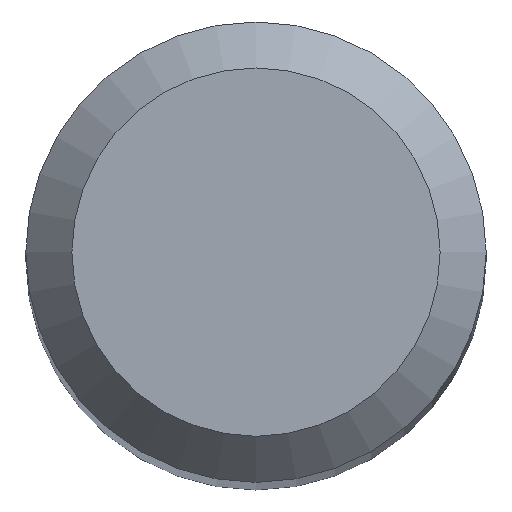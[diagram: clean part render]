
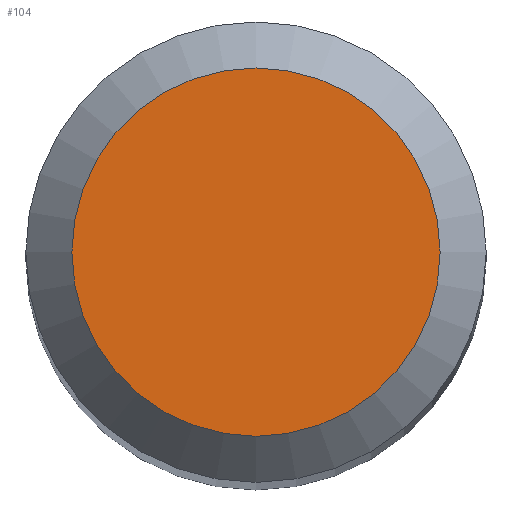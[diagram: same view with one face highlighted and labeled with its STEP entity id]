
A CAD part, top view. The second image highlights one B-rep face of the part: STEP entity #104.
In plain terms, the highlighted planar face has unit normal (0, 0, 1).
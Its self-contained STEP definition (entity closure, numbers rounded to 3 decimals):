
#15 = ORIENTED_EDGE ( 'NONE', *, *, #48, .F. ) ;
#36 = DIRECTION ( 'NONE',  ( 0., 0., -1. ) ) ;
#48 = EDGE_CURVE ( 'NONE', #288, #288, #234, .T. ) ;
#57 = DIRECTION ( 'NONE',  ( -1., 0., 0. ) ) ;
#97 = AXIS2_PLACEMENT_3D ( 'NONE', #206, #36, #271 ) ;
#104 = ADVANCED_FACE ( 'NONE', ( #268 ), #167, .F. ) ;
#146 = CARTESIAN_POINT ( 'NONE',  ( 0., 0., 38. ) ) ;
#167 = PLANE ( 'NONE',  #277 ) ;
#206 = CARTESIAN_POINT ( 'NONE',  ( 0., 0., 38. ) ) ;
#234 = CIRCLE ( 'NONE', #97, 1.2 ) ;
#267 = DIRECTION ( 'NONE',  ( 0., 0., -1. ) ) ;
#268 = FACE_OUTER_BOUND ( 'NONE', #298, .T. ) ;
#271 = DIRECTION ( 'NONE',  ( -1., 0., 0. ) ) ;
#277 = AXIS2_PLACEMENT_3D ( 'NONE', #146, #267, #57 ) ;
#288 = VERTEX_POINT ( 'NONE', #290 ) ;
#290 = CARTESIAN_POINT ( 'NONE',  ( -1.2, 0., 38. ) ) ;
#298 = EDGE_LOOP ( 'NONE', ( #15 ) ) ;
